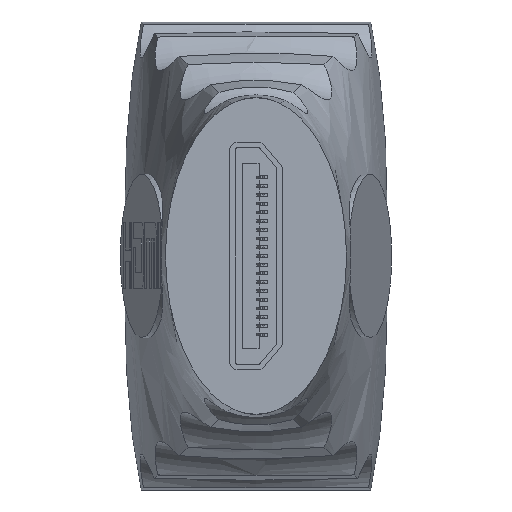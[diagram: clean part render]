
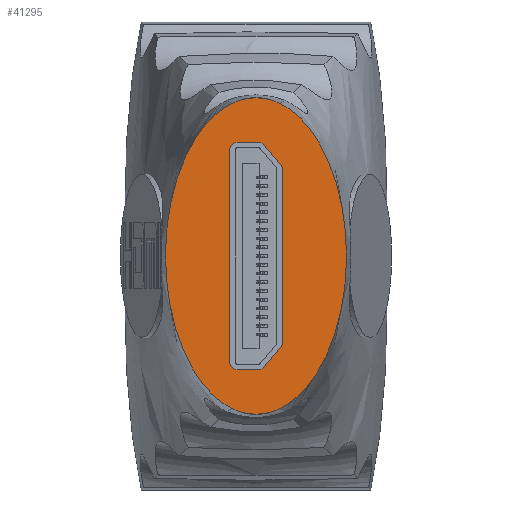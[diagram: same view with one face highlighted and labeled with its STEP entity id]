
A CAD part, front view. The second image highlights one B-rep face of the part: STEP entity #41295.
In plain terms, the highlighted planar face has unit normal (0, -1, 0).
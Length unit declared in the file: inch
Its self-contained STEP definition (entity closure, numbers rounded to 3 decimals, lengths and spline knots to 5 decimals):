
#679 = CARTESIAN_POINT ( 'NONE',  ( 0.04418, 0., 0.2748 ) ) ;
#1625 = EDGE_CURVE ( 'NONE', #44549, #28874, #36328, .T. ) ;
#2680 = ORIENTED_EDGE ( 'NONE', *, *, #45022, .F. ) ;
#2688 = CARTESIAN_POINT ( 'NONE',  ( 0.04418, 0., -0.2748 ) ) ;
#3767 = CARTESIAN_POINT ( 'NONE',  ( 0., 0., 0. ) ) ;
#10224 = CARTESIAN_POINT ( 'NONE',  ( 0.04418, 0., 0.2748 ) ) ;
#17193 = VERTEX_POINT ( 'NONE', #20236 ) ;
#17391 = CARTESIAN_POINT ( 'NONE',  ( 0.24075, 0., -0.17835 ) ) ;
#19996 = DIRECTION ( 'NONE',  ( 0., 0., 1. ) ) ;
#20236 = CARTESIAN_POINT ( 'NONE',  ( -0.04418, 0., 0.2748 ) ) ;
#20789 = CARTESIAN_POINT ( 'NONE',  ( 0.04418, 0., -0.2748 ) ) ;
#21056 = CARTESIAN_POINT ( 'NONE',  ( 0.04418, 0., 0.2748 ) ) ;
#21834 = ORIENTED_EDGE ( 'NONE', *, *, #1625, .F. ) ;
#22691 =( BOUNDED_CURVE ( )  B_SPLINE_CURVE ( 3, ( #41561, #33637, #49835, #25721 ),
 .UNSPECIFIED., .F., .F. ) 
 B_SPLINE_CURVE_WITH_KNOTS ( ( 4, 4 ),
 ( 0.27382, 2.86777 ),
 .UNSPECIFIED. ) 
 CURVE ( )  GEOMETRIC_REPRESENTATION_ITEM ( )  RATIONAL_B_SPLINE_CURVE ( ( 1., 0.514, 0.514, 1. ) ) 
 REPRESENTATION_ITEM ( '' )  );
#24817 = CARTESIAN_POINT ( 'NONE',  ( 0.0151, 0., -0.28907 ) ) ;
#24961 =( BOUNDED_CURVE ( )  B_SPLINE_CURVE ( 3, ( #30161, #46178, #34222, #10224 ),
 .UNSPECIFIED., .F., .F. ) 
 B_SPLINE_CURVE_WITH_KNOTS ( ( 4, 4 ),
 ( 2.86777, 3.41541 ),
 .UNSPECIFIED. ) 
 CURVE ( )  GEOMETRIC_REPRESENTATION_ITEM ( )  RATIONAL_B_SPLINE_CURVE ( ( 1., 0.975, 0.975, 1. ) ) 
 REPRESENTATION_ITEM ( '' )  );
#25289 = CARTESIAN_POINT ( 'NONE',  ( 0.24075, 0., 0.17835 ) ) ;
#25721 = CARTESIAN_POINT ( 'NONE',  ( -0.04418, 0., 0.2748 ) ) ;
#27838 = EDGE_CURVE ( 'NONE', #17193, #29901, #24961, .T. ) ;
#28863 = CARTESIAN_POINT ( 'NONE',  ( -0.04418, 0., -0.2748 ) ) ;
#28874 = VERTEX_POINT ( 'NONE', #29351 ) ;
#29351 = CARTESIAN_POINT ( 'NONE',  ( -0.04418, 0., -0.2748 ) ) ;
#29901 = VERTEX_POINT ( 'NONE', #679 ) ;
#30161 = CARTESIAN_POINT ( 'NONE',  ( -0.04418, 0., 0.2748 ) ) ;
#32550 = AXIS2_PLACEMENT_3D ( 'NONE', #3767, #44105, #19996 ) ;
#33637 = CARTESIAN_POINT ( 'NONE',  ( -0.24075, 0., -0.17835 ) ) ;
#34222 = CARTESIAN_POINT ( 'NONE',  ( 0.0151, 0., 0.28907 ) ) ;
#36328 =( BOUNDED_CURVE ( )  B_SPLINE_CURVE ( 3, ( #20789, #24817, #48938, #28863 ),
 .UNSPECIFIED., .F., .F. ) 
 B_SPLINE_CURVE_WITH_KNOTS ( ( 4, 4 ),
 ( 6.00937, 6.557 ),
 .UNSPECIFIED. ) 
 CURVE ( )  GEOMETRIC_REPRESENTATION_ITEM ( )  RATIONAL_B_SPLINE_CURVE ( ( 1., 0.975, 0.975, 1. ) ) 
 REPRESENTATION_ITEM ( '' )  );
#38152 = EDGE_LOOP ( 'NONE', ( #2680, #21834, #52053, #42217 ) ) ;
#40034 = PLANE ( 'NONE',  #32550 ) ;
#41295 = ADVANCED_FACE ( 'NONE', ( #45929 ), #40034, .F. ) ;
#41561 = CARTESIAN_POINT ( 'NONE',  ( -0.04418, 0., -0.2748 ) ) ;
#42217 = ORIENTED_EDGE ( 'NONE', *, *, #27838, .F. ) ;
#44105 = DIRECTION ( 'NONE',  ( 0., 1., 0. ) ) ;
#44549 = VERTEX_POINT ( 'NONE', #2688 ) ;
#45022 = EDGE_CURVE ( 'NONE', #28874, #17193, #22691, .T. ) ;
#45533 = CARTESIAN_POINT ( 'NONE',  ( 0.04418, 0., -0.2748 ) ) ;
#45929 = FACE_OUTER_BOUND ( 'NONE', #38152, .T. ) ;
#46178 = CARTESIAN_POINT ( 'NONE',  ( -0.0151, 0., 0.28907 ) ) ;
#48772 =( BOUNDED_CURVE ( )  B_SPLINE_CURVE ( 3, ( #21056, #25289, #17391, #45533 ),
 .UNSPECIFIED., .F., .F. ) 
 B_SPLINE_CURVE_WITH_KNOTS ( ( 4, 4 ),
 ( 3.41541, 6.00937 ),
 .UNSPECIFIED. ) 
 CURVE ( )  GEOMETRIC_REPRESENTATION_ITEM ( )  RATIONAL_B_SPLINE_CURVE ( ( 1., 0.514, 0.514, 1. ) ) 
 REPRESENTATION_ITEM ( '' )  );
#48938 = CARTESIAN_POINT ( 'NONE',  ( -0.0151, 0., -0.28907 ) ) ;
#49835 = CARTESIAN_POINT ( 'NONE',  ( -0.24075, 0., 0.17835 ) ) ;
#51229 = EDGE_CURVE ( 'NONE', #29901, #44549, #48772, .T. ) ;
#52053 = ORIENTED_EDGE ( 'NONE', *, *, #51229, .F. ) ;
